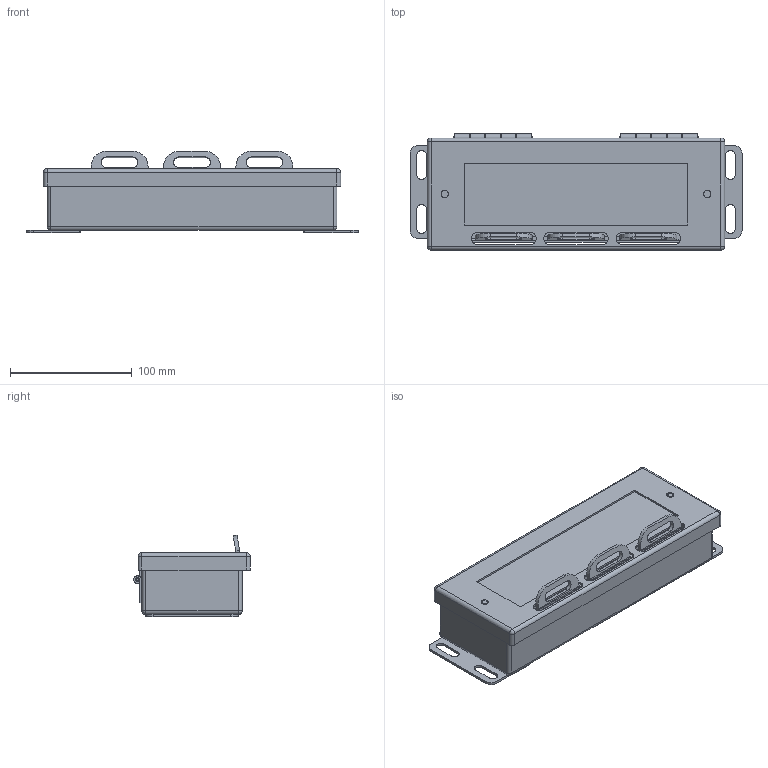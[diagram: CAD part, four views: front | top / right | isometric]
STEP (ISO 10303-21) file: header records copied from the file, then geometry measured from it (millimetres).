
FILE_DESCRIPTION (( 'STEP AP214' ), '1' );
FILE_NAME ('SCE-KLB.STEP', '2021-01-28T17:51:14', ( '' ), ( '' ), 'SwSTEP 2.0', 'SolidWorks 2019', '' );
FILE_SCHEMA (( 'AUTOMOTIVE_DESIGN' ));
Length unit declared in the file: inch
Products named in the file (1): SCE-KLB
Bounding box: 273.05 x 95.66 x 66.95 mm (x, y, z)
Volume: 259268.8 mm3; surface area: 239175.6 mm2
Topology: 32 solids, 32 shells, 821 faces, 2167 edges, 1410 vertices
Faces by surface type: plane 460, cylinder 257, bspline 62, cone 26, sphere 16
Full cylindrical faces by diameter (mm): 2.822 x2, 3.048 x2, 3.302 x4, 3.454 x8, 4.115 x2, 4.318 x2, 4.775 x6, 4.826 x6, 4.902 x4, 5.156 x4, 6.02 x2, 6.35 x1, 6.502 x4
Entity records: 27467 total; most frequent: CARTESIAN_POINT 7672, ORIENTED_EDGE 4120, DIRECTION 3748, EDGE_CURVE 2060, VERTEX_POINT 1392, AXIS2_PLACEMENT_3D 1392, EDGE_LOOP 988, LINE 964
